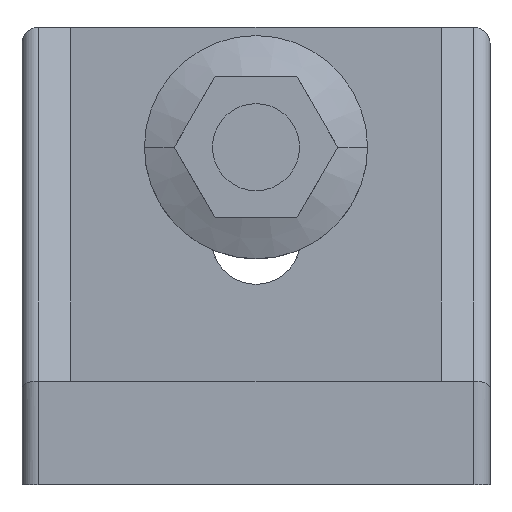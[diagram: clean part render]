
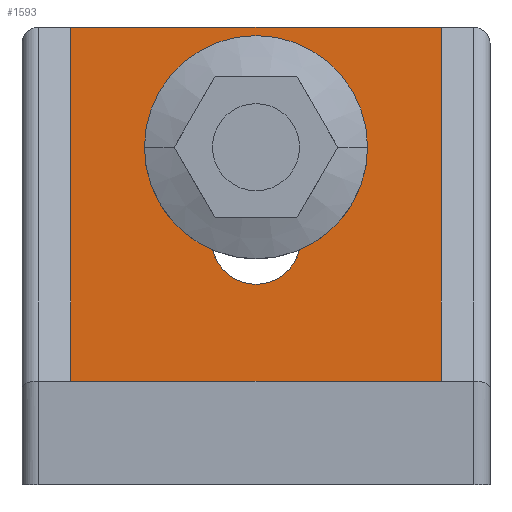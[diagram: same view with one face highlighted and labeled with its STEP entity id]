
A CAD part, front view. The second image highlights one B-rep face of the part: STEP entity #1593.
In plain terms, the highlighted planar face has unit normal (0, -1, 0).
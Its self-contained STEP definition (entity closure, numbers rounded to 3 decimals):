
#44 = CIRCLE ( 'NONE', #62, 10.25 ) ;
#62 = AXIS2_PLACEMENT_3D ( 'NONE', #1387, #1392, #2603 ) ;
#94 = EDGE_LOOP ( 'NONE', ( #1277, #323, #921, #500 ) ) ;
#256 = CARTESIAN_POINT ( 'NONE',  ( 17., -9.5, 42. ) ) ;
#323 = ORIENTED_EDGE ( 'NONE', *, *, #457, .T. ) ;
#336 = DIRECTION ( 'NONE',  ( 0., 0., -1. ) ) ;
#359 = EDGE_CURVE ( 'NONE', #1075, #1755, #1696, .T. ) ;
#376 = EDGE_CURVE ( 'NONE', #932, #1029, #2586, .T. ) ;
#381 = DIRECTION ( 'NONE',  ( -1., 0., 0. ) ) ;
#388 = VERTEX_POINT ( 'NONE', #1973 ) ;
#394 = FACE_OUTER_BOUND ( 'NONE', #1464, .T. ) ;
#442 = EDGE_CURVE ( 'NONE', #1075, #1748, #1248, .T. ) ;
#457 = EDGE_CURVE ( 'NONE', #1748, #797, #44, .T. ) ;
#478 = PLANE ( 'NONE',  #2585 ) ;
#500 = ORIENTED_EDGE ( 'NONE', *, *, #359, .F. ) ;
#578 = CARTESIAN_POINT ( 'NONE',  ( 0., -9.5, 31. ) ) ;
#601 = EDGE_CURVE ( 'NONE', #1416, #932, #2071, .T. ) ;
#643 = VECTOR ( 'NONE', #2365, 1000. ) ;
#664 = DIRECTION ( 'NONE',  ( 0., 1., 0. ) ) ;
#665 = ORIENTED_EDGE ( 'NONE', *, *, #2612, .F. ) ;
#683 = DIRECTION ( 'NONE',  ( 1., 0., 0. ) ) ;
#744 = DIRECTION ( 'NONE',  ( -0.973, 0., -0.23 ) ) ;
#797 = VERTEX_POINT ( 'NONE', #1765 ) ;
#806 = EDGE_CURVE ( 'NONE', #797, #1755, #2328, .T. ) ;
#873 = DIRECTION ( 'NONE',  ( -1., 0., 0. ) ) ;
#921 = ORIENTED_EDGE ( 'NONE', *, *, #806, .T. ) ;
#932 = VERTEX_POINT ( 'NONE', #1056 ) ;
#950 = CARTESIAN_POINT ( 'NONE',  ( 17., -9.5, 42. ) ) ;
#968 = DIRECTION ( 'NONE',  ( -1., 0., 0. ) ) ;
#1015 = ORIENTED_EDGE ( 'NONE', *, *, #376, .T. ) ;
#1029 = VERTEX_POINT ( 'NONE', #2511 ) ;
#1056 = CARTESIAN_POINT ( 'NONE',  ( -17., -9.5, 42. ) ) ;
#1075 = VERTEX_POINT ( 'NONE', #1636 ) ;
#1156 = VECTOR ( 'NONE', #683, 1000. ) ;
#1193 = AXIS2_PLACEMENT_3D ( 'NONE', #578, #1599, #381 ) ;
#1248 = CIRCLE ( 'NONE', #1193, 10.25 ) ;
#1277 = ORIENTED_EDGE ( 'NONE', *, *, #442, .T. ) ;
#1290 = AXIS2_PLACEMENT_3D ( 'NONE', #1355, #1766, #744 ) ;
#1297 = CARTESIAN_POINT ( 'NONE',  ( -17., -9.5, 9.5 ) ) ;
#1305 = CARTESIAN_POINT ( 'NONE',  ( 3.99, -9.5, 21.559 ) ) ;
#1355 = CARTESIAN_POINT ( 'NONE',  ( 0., -9.5, 22.5 ) ) ;
#1387 = CARTESIAN_POINT ( 'NONE',  ( 0., -9.5, 31. ) ) ;
#1392 = DIRECTION ( 'NONE',  ( 0., 1., 0. ) ) ;
#1416 = VERTEX_POINT ( 'NONE', #1608 ) ;
#1464 = EDGE_LOOP ( 'NONE', ( #1015, #2486, #665, #1997 ) ) ;
#1474 = CARTESIAN_POINT ( 'NONE',  ( -17., -9.5, 42. ) ) ;
#1532 = CARTESIAN_POINT ( 'NONE',  ( 0., -9.5, 31. ) ) ;
#1549 = VECTOR ( 'NONE', #873, 1000. ) ;
#1587 = AXIS2_PLACEMENT_3D ( 'NONE', #1532, #2540, #968 ) ;
#1593 = ADVANCED_FACE ( 'NONE', ( #394, #2422 ), #478, .F. ) ;
#1599 = DIRECTION ( 'NONE',  ( 0., 1., 0. ) ) ;
#1604 = EDGE_CURVE ( 'NONE', #1029, #388, #2012, .T. ) ;
#1608 = CARTESIAN_POINT ( 'NONE',  ( 17., -9.5, 42. ) ) ;
#1636 = CARTESIAN_POINT ( 'NONE',  ( -3.99, -9.5, 21.559 ) ) ;
#1647 = LINE ( 'NONE', #950, #2532 ) ;
#1696 = CIRCLE ( 'NONE', #1290, 4.1 ) ;
#1748 = VERTEX_POINT ( 'NONE', #2144 ) ;
#1755 = VERTEX_POINT ( 'NONE', #1305 ) ;
#1765 = CARTESIAN_POINT ( 'NONE',  ( 10.25, -9.5, 31. ) ) ;
#1766 = DIRECTION ( 'NONE',  ( 0., -1., 0. ) ) ;
#1973 = CARTESIAN_POINT ( 'NONE',  ( 17., -9.5, 9.5 ) ) ;
#1988 = CARTESIAN_POINT ( 'NONE',  ( -17., -9.5, 42. ) ) ;
#1997 = ORIENTED_EDGE ( 'NONE', *, *, #601, .T. ) ;
#2012 = LINE ( 'NONE', #1297, #1156 ) ;
#2070 = DIRECTION ( 'NONE',  ( 0., 0., -1. ) ) ;
#2071 = LINE ( 'NONE', #256, #1549 ) ;
#2144 = CARTESIAN_POINT ( 'NONE',  ( -10.25, -9.5, 31. ) ) ;
#2328 = CIRCLE ( 'NONE', #1587, 10.25 ) ;
#2365 = DIRECTION ( 'NONE',  ( 0., 0., -1. ) ) ;
#2422 = FACE_BOUND ( 'NONE', #94, .T. ) ;
#2486 = ORIENTED_EDGE ( 'NONE', *, *, #1604, .T. ) ;
#2511 = CARTESIAN_POINT ( 'NONE',  ( -17., -9.5, 9.5 ) ) ;
#2532 = VECTOR ( 'NONE', #336, 1000. ) ;
#2540 = DIRECTION ( 'NONE',  ( 0., 1., 0. ) ) ;
#2585 = AXIS2_PLACEMENT_3D ( 'NONE', #1474, #664, #2070 ) ;
#2586 = LINE ( 'NONE', #1988, #643 ) ;
#2603 = DIRECTION ( 'NONE',  ( -1., 0., 0. ) ) ;
#2612 = EDGE_CURVE ( 'NONE', #1416, #388, #1647, .T. ) ;
